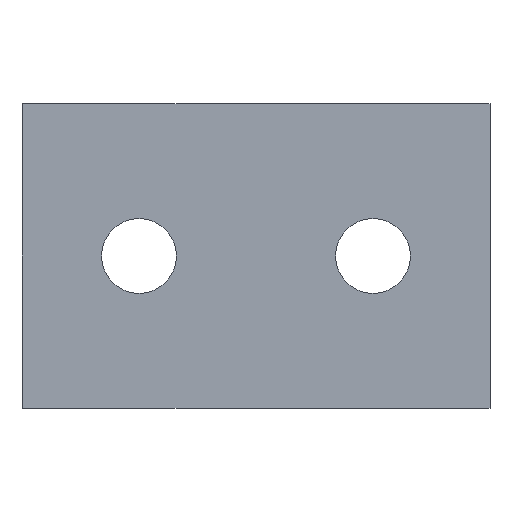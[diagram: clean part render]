
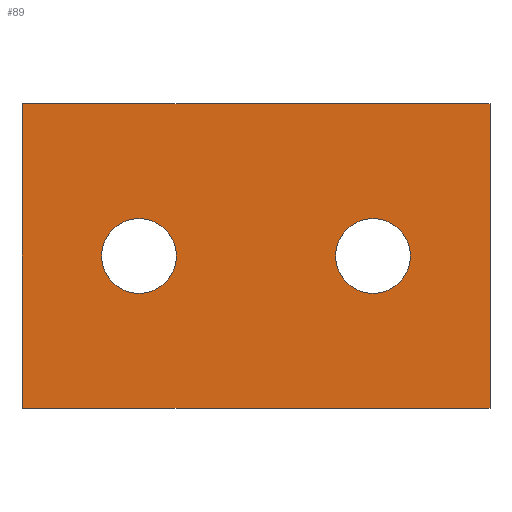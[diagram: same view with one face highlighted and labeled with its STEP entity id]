
A CAD part, front view. The second image highlights one B-rep face of the part: STEP entity #89.
In plain terms, the highlighted planar face has unit normal (0, -1, 0).
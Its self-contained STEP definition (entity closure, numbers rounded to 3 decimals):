
#15 = ORIENTED_EDGE ( 'NONE', *, *, #340, .T. ) ;
#41 = ORIENTED_EDGE ( 'NONE', *, *, #395, .F. ) ;
#42 = ORIENTED_EDGE ( 'NONE', *, *, #265, .T. ) ;
#43 = CIRCLE ( 'NONE', #683, 1.6 ) ;
#64 = CARTESIAN_POINT ( 'NONE',  ( 25.343, 0., -54.219 ) ) ;
#70 = ORIENTED_EDGE ( 'NONE', *, *, #456, .T. ) ;
#74 = CARTESIAN_POINT ( 'NONE',  ( 45.343, 0., -54.219 ) ) ;
#77 = VERTEX_POINT ( 'NONE', #671 ) ;
#89 = ADVANCED_FACE ( 'NONE', ( #738, #451, #416 ), #439, .T. ) ;
#97 = DIRECTION ( 'NONE',  ( 0., 1., 0. ) ) ;
#100 = CIRCLE ( 'NONE', #643, 1.6 ) ;
#101 = CARTESIAN_POINT ( 'NONE',  ( 30.343, 0., -47.719 ) ) ;
#114 = DIRECTION ( 'NONE',  ( 0., 1., 0. ) ) ;
#115 = VERTEX_POINT ( 'NONE', #74 ) ;
#140 = VECTOR ( 'NONE', #367, 1000. ) ;
#149 = VECTOR ( 'NONE', #396, 1000. ) ;
#161 = CARTESIAN_POINT ( 'NONE',  ( 30.343, 0., -49.319 ) ) ;
#162 = EDGE_LOOP ( 'NONE', ( #42, #326 ) ) ;
#169 = CARTESIAN_POINT ( 'NONE',  ( 30.343, 0., -47.719 ) ) ;
#173 = EDGE_CURVE ( 'NONE', #77, #201, #612, .T. ) ;
#179 = DIRECTION ( 'NONE',  ( 0., 1., 0. ) ) ;
#196 = DIRECTION ( 'NONE',  ( 0., 0., 1. ) ) ;
#201 = VERTEX_POINT ( 'NONE', #421 ) ;
#206 = AXIS2_PLACEMENT_3D ( 'NONE', #552, #723, #321 ) ;
#223 = DIRECTION ( 'NONE',  ( 0., 0., 1. ) ) ;
#234 = VECTOR ( 'NONE', #196, 1000. ) ;
#265 = EDGE_CURVE ( 'NONE', #702, #664, #100, .T. ) ;
#276 = ORIENTED_EDGE ( 'NONE', *, *, #373, .F. ) ;
#307 = VECTOR ( 'NONE', #390, 1000. ) ;
#309 = CARTESIAN_POINT ( 'NONE',  ( 40.343, 0., -49.319 ) ) ;
#318 = AXIS2_PLACEMENT_3D ( 'NONE', #169, #585, #223 ) ;
#321 = DIRECTION ( 'NONE',  ( 0., 0., -1. ) ) ;
#326 = ORIENTED_EDGE ( 'NONE', *, *, #537, .T. ) ;
#340 = EDGE_CURVE ( 'NONE', #444, #494, #43, .T. ) ;
#350 = CARTESIAN_POINT ( 'NONE',  ( 45.343, 0., -51.219 ) ) ;
#367 = DIRECTION ( 'NONE',  ( 1., 0., 0. ) ) ;
#371 = CIRCLE ( 'NONE', #433, 1.6 ) ;
#373 = EDGE_CURVE ( 'NONE', #201, #115, #465, .T. ) ;
#390 = DIRECTION ( 'NONE',  ( 0., 0., -1. ) ) ;
#395 = EDGE_CURVE ( 'NONE', #115, #642, #753, .T. ) ;
#396 = DIRECTION ( 'NONE',  ( -1., 0., 0. ) ) ;
#410 = EDGE_LOOP ( 'NONE', ( #276, #685, #722, #41 ) ) ;
#416 = FACE_BOUND ( 'NONE', #502, .T. ) ;
#421 = CARTESIAN_POINT ( 'NONE',  ( 45.343, 0., -41.219 ) ) ;
#425 = CIRCLE ( 'NONE', #318, 1.6 ) ;
#426 = CARTESIAN_POINT ( 'NONE',  ( 25.343, 0., -41.219 ) ) ;
#433 = AXIS2_PLACEMENT_3D ( 'NONE', #472, #114, #525 ) ;
#439 = PLANE ( 'NONE',  #206 ) ;
#444 = VERTEX_POINT ( 'NONE', #161 ) ;
#451 = FACE_OUTER_BOUND ( 'NONE', #410, .T. ) ;
#456 = EDGE_CURVE ( 'NONE', #494, #444, #425, .T. ) ;
#458 = DIRECTION ( 'NONE',  ( 0., 0., 1. ) ) ;
#465 = LINE ( 'NONE', #350, #307 ) ;
#472 = CARTESIAN_POINT ( 'NONE',  ( 40.343, 0., -47.719 ) ) ;
#494 = VERTEX_POINT ( 'NONE', #639 ) ;
#502 = EDGE_LOOP ( 'NONE', ( #15, #70 ) ) ;
#525 = DIRECTION ( 'NONE',  ( 0., 0., 1. ) ) ;
#528 = DIRECTION ( 'NONE',  ( 0., 0., 1. ) ) ;
#536 = CARTESIAN_POINT ( 'NONE',  ( 40.343, 0., -46.119 ) ) ;
#537 = EDGE_CURVE ( 'NONE', #664, #702, #371, .T. ) ;
#552 = CARTESIAN_POINT ( 'NONE',  ( 0., 0., 0. ) ) ;
#577 = CARTESIAN_POINT ( 'NONE',  ( 45.343, 0., -54.219 ) ) ;
#585 = DIRECTION ( 'NONE',  ( 0., 1., 0. ) ) ;
#596 = CARTESIAN_POINT ( 'NONE',  ( 40.343, 0., -47.719 ) ) ;
#608 = CARTESIAN_POINT ( 'NONE',  ( 25.343, 0., -51.219 ) ) ;
#612 = LINE ( 'NONE', #426, #140 ) ;
#639 = CARTESIAN_POINT ( 'NONE',  ( 30.343, 0., -46.119 ) ) ;
#642 = VERTEX_POINT ( 'NONE', #64 ) ;
#643 = AXIS2_PLACEMENT_3D ( 'NONE', #596, #179, #528 ) ;
#664 = VERTEX_POINT ( 'NONE', #536 ) ;
#671 = CARTESIAN_POINT ( 'NONE',  ( 25.343, 0., -41.219 ) ) ;
#683 = AXIS2_PLACEMENT_3D ( 'NONE', #101, #97, #458 ) ;
#685 = ORIENTED_EDGE ( 'NONE', *, *, #173, .F. ) ;
#702 = VERTEX_POINT ( 'NONE', #309 ) ;
#705 = LINE ( 'NONE', #608, #234 ) ;
#722 = ORIENTED_EDGE ( 'NONE', *, *, #749, .F. ) ;
#723 = DIRECTION ( 'NONE',  ( 0., -1., 0. ) ) ;
#738 = FACE_BOUND ( 'NONE', #162, .T. ) ;
#749 = EDGE_CURVE ( 'NONE', #642, #77, #705, .T. ) ;
#753 = LINE ( 'NONE', #577, #149 ) ;
